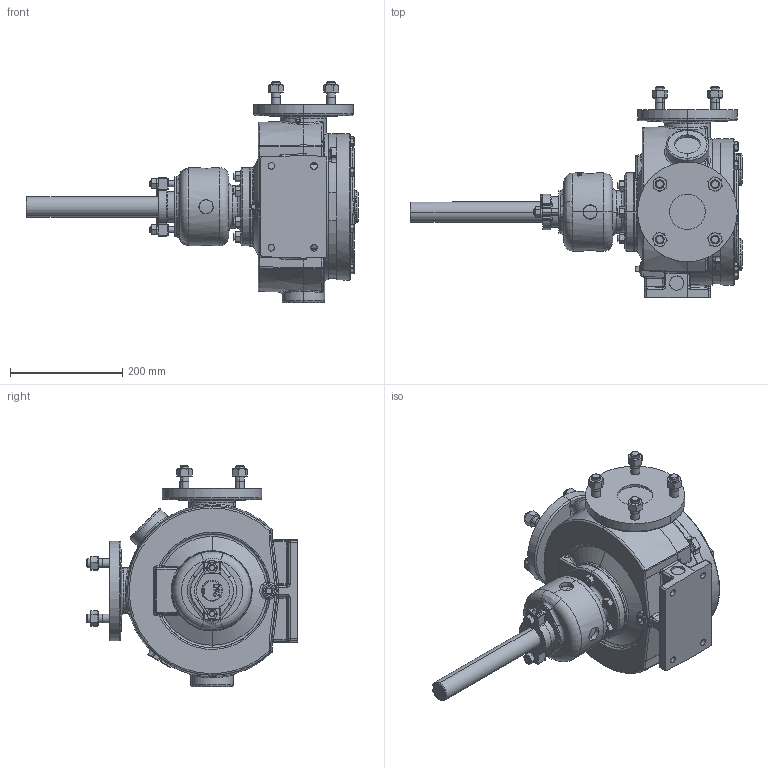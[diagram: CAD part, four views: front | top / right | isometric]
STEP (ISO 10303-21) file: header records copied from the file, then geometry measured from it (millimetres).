
FILE_DESCRIPTION (( 'STEP AP214' ), '1' );
FILE_NAME ('LQ34.STEP', '2016-11-18T20:41:05', ( '' ), ( '' ), 'SwSTEP 2.0', 'SolidWorks 2016', '' );
FILE_SCHEMA (( 'AUTOMOTIVE_DESIGN' ));
Length unit declared in the file: inch
Products named in the file (2): LQ34
Bounding box: 592.63 x 376.43 x 395.17 mm (x, y, z)
Volume: 14940077.2 mm3; surface area: 621415.2 mm2
Topology: 1 solids, 1 shells, 1535 faces, 3677 edges, 2235 vertices
Faces by surface type: plane 483, cylinder 362, cone 331, bspline 218, torus 92, sphere 49
Entity records: 73952 total; most frequent: CARTESIAN_POINT 27866, ORIENTED_EDGE 7342, DIRECTION 6536, EDGE_CURVE 3671, AXIS2_PLACEMENT_3D 2662, VERTEX_POINT 2235, EDGE_LOOP 1662, ADVANCED_FACE 1535
